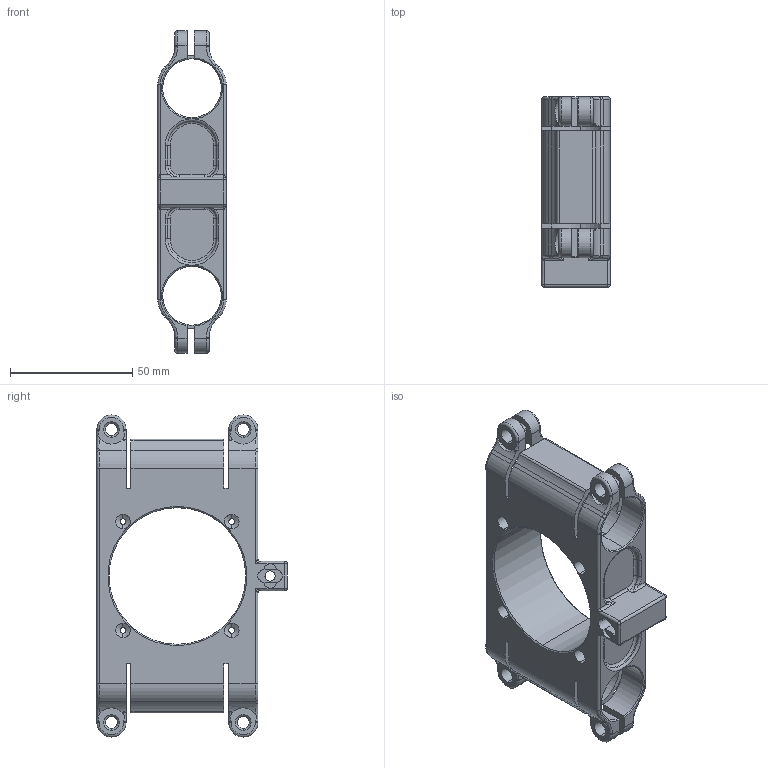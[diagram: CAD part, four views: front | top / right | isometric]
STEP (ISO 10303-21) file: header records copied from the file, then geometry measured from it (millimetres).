
FILE_DESCRIPTION(('STEP AP203'), '1');
FILE_NAME('ÑÏÀ.162.007.001-01 - Êàðåòêà.stp', '2020-11-05T14:24:59', ('UNSPECIFIED'), ('UNSPECIFIED'), 'ASCON STEP Converter 1.0', 'Kompas 3D', '');
FILE_SCHEMA(('CONFIG_CONTROL_DESIGN'));
Length unit declared in the file: millimetre
Products named in the file (1): 1
Bounding box: 28 x 78 x 132 mm (x, y, z)
Volume: 67480.1 mm3; surface area: 37347 mm2
Topology: 1 solids, 1 shells, 339 faces, 898 edges, 538 vertices
Faces by surface type: cylinder 166, plane 81, torus 48, cone 32, bspline 8, sphere 4
Entity records: 12295 total; most frequent: CARTESIAN_POINT 3699, DIRECTION 1892, ORIENTED_EDGE 1772, EDGE_CURVE 886, AXIS2_PLACEMENT_3D 746, VERTEX_POINT 538, CIRCLE 414, LINE 400
